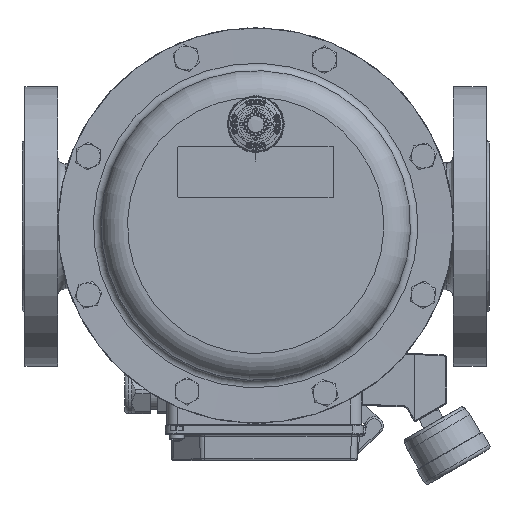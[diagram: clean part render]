
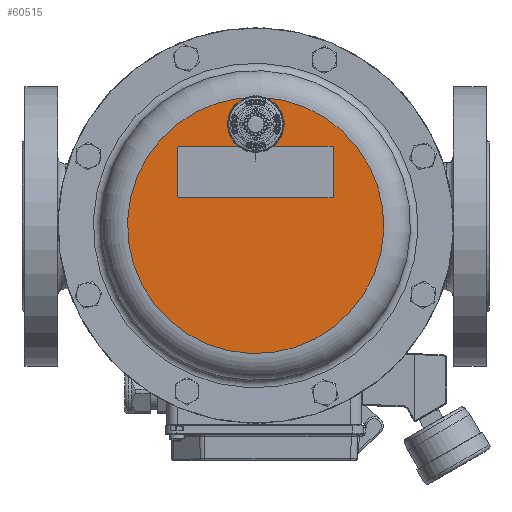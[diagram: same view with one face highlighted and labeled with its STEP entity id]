
A CAD part, top view. The second image highlights one B-rep face of the part: STEP entity #60515.
In plain terms, the highlighted planar face has unit normal (0, 0, 1).
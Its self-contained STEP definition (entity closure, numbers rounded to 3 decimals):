
#5517=LINE('',#104270,#8928);
#5521=LINE('',#104279,#8932);
#5524=LINE('',#104287,#8935);
#5527=LINE('',#104295,#8938);
#8928=VECTOR('',#74262,1000.);
#8932=VECTOR('',#74272,1000.);
#8935=VECTOR('',#74281,1000.);
#8938=VECTOR('',#74290,1000.);
#11609=FACE_BOUND('',#16663,.T.);
#11610=FACE_BOUND('',#16664,.T.);
#13064=FACE_OUTER_BOUND('',#16662,.T.);
#16662=EDGE_LOOP('',(#42964));
#16663=EDGE_LOOP('',(#42965,#42966,#42967,#42968,#42969,#42970,#42971,#42972));
#16664=EDGE_LOOP('',(#42973,#42974));
#19956=CIRCLE('',#64317,10.35);
#20028=CIRCLE('',#64417,69.65);
#20301=CIRCLE('',#65044,1.);
#20302=CIRCLE('',#65047,1.);
#20303=CIRCLE('',#65050,1.);
#20304=CIRCLE('',#65053,1.);
#20305=CIRCLE('',#65103,10.35);
#23626=VERTEX_POINT('',#100421);
#23627=VERTEX_POINT('',#100422);
#23715=VERTEX_POINT('',#101012);
#24273=VERTEX_POINT('',#104268);
#24274=VERTEX_POINT('',#104269);
#24275=VERTEX_POINT('',#104274);
#24276=VERTEX_POINT('',#104278);
#24277=VERTEX_POINT('',#104282);
#24278=VERTEX_POINT('',#104286);
#24279=VERTEX_POINT('',#104290);
#24280=VERTEX_POINT('',#104294);
#29951=EDGE_CURVE('',#23626,#23627,#19956,.T.);
#30071=EDGE_CURVE('',#23715,#23715,#20028,.T.);
#30964=EDGE_CURVE('',#24273,#24274,#5517,.T.);
#30967=EDGE_CURVE('',#24274,#24275,#20301,.T.);
#30969=EDGE_CURVE('',#24275,#24276,#5521,.T.);
#30971=EDGE_CURVE('',#24276,#24277,#20302,.T.);
#30973=EDGE_CURVE('',#24277,#24278,#5524,.T.);
#30975=EDGE_CURVE('',#24278,#24279,#20303,.T.);
#30977=EDGE_CURVE('',#24279,#24280,#5527,.T.);
#30979=EDGE_CURVE('',#24280,#24273,#20304,.T.);
#31052=EDGE_CURVE('',#23627,#23626,#20305,.T.);
#42964=ORIENTED_EDGE('',*,*,#30071,.F.);
#42965=ORIENTED_EDGE('',*,*,#30979,.F.);
#42966=ORIENTED_EDGE('',*,*,#30977,.F.);
#42967=ORIENTED_EDGE('',*,*,#30975,.F.);
#42968=ORIENTED_EDGE('',*,*,#30973,.F.);
#42969=ORIENTED_EDGE('',*,*,#30971,.F.);
#42970=ORIENTED_EDGE('',*,*,#30969,.F.);
#42971=ORIENTED_EDGE('',*,*,#30967,.F.);
#42972=ORIENTED_EDGE('',*,*,#30964,.F.);
#42973=ORIENTED_EDGE('',*,*,#31052,.T.);
#42974=ORIENTED_EDGE('',*,*,#29951,.T.);
#54993=PLANE('',#65102);
#60515=ADVANCED_FACE('',(#13064,#11609,#11610),#54993,.F.);
#64317=AXIS2_PLACEMENT_3D('',#100423,#72531,#72532);
#64417=AXIS2_PLACEMENT_3D('',#101014,#72758,#72759);
#65044=AXIS2_PLACEMENT_3D('',#104275,#74267,#74268);
#65047=AXIS2_PLACEMENT_3D('',#104283,#74276,#74277);
#65050=AXIS2_PLACEMENT_3D('',#104291,#74285,#74286);
#65053=AXIS2_PLACEMENT_3D('',#104298,#74294,#74295);
#65102=AXIS2_PLACEMENT_3D('',#104443,#74464,#74465);
#65103=AXIS2_PLACEMENT_3D('',#104444,#74466,#74467);
#72531=DIRECTION('center_axis',(0.,0.,
-1.));
#72532=DIRECTION('ref_axis',(-0.924,0.383,0.));
#72758=DIRECTION('center_axis',(0.,0.,
-1.));
#72759=DIRECTION('ref_axis',(-0.924,0.383,0.));
#74262=DIRECTION('',(0.,1.,0.));
#74267=DIRECTION('center_axis',(0.,0.,
1.));
#74268=DIRECTION('ref_axis',(0.,-1.,0.));
#74272=DIRECTION('',(-1.,0.,0.));
#74276=DIRECTION('center_axis',(0.,0.,
1.));
#74277=DIRECTION('ref_axis',(0.,-1.,0.));
#74281=DIRECTION('',(0.,-1.,0.));
#74285=DIRECTION('center_axis',(0.,0.,
1.));
#74286=DIRECTION('ref_axis',(0.,-1.,0.));
#74290=DIRECTION('',(1.,0.,0.));
#74294=DIRECTION('center_axis',(0.,0.,
1.));
#74295=DIRECTION('ref_axis',(0.,-1.,0.));
#74464=DIRECTION('center_axis',(0.,0.,
-1.));
#74465=DIRECTION('ref_axis',(-0.924,0.383,0.));
#74466=DIRECTION('center_axis',(0.,0.,
-1.));
#74467=DIRECTION('ref_axis',(-0.924,0.383,0.));
#100421=CARTESIAN_POINT('',(0.,65.35,301.));
#100422=CARTESIAN_POINT('',(0.,44.65,301.));
#100423=CARTESIAN_POINT('Origin',(0.,55.,301.));
#101012=CARTESIAN_POINT('',(64.348,-26.654,301.));
#101014=CARTESIAN_POINT('Origin',(0.,0.,
301.));
#104268=CARTESIAN_POINT('',(42.5,16.,301.));
#104269=CARTESIAN_POINT('',(42.5,42.,301.));
#104270=CARTESIAN_POINT('',(42.5,16.,301.));
#104274=CARTESIAN_POINT('',(41.5,43.,301.));
#104275=CARTESIAN_POINT('Origin',(41.5,42.,301.));
#104278=CARTESIAN_POINT('',(-41.5,43.,301.));
#104279=CARTESIAN_POINT('',(41.5,43.,301.));
#104282=CARTESIAN_POINT('',(-42.5,42.,301.));
#104283=CARTESIAN_POINT('Origin',(-41.5,42.,301.));
#104286=CARTESIAN_POINT('',(-42.5,16.,301.));
#104287=CARTESIAN_POINT('',(-42.5,16.,301.));
#104290=CARTESIAN_POINT('',(-41.5,15.,301.));
#104291=CARTESIAN_POINT('Origin',(-41.5,16.,301.));
#104294=CARTESIAN_POINT('',(41.5,15.,301.));
#104295=CARTESIAN_POINT('',(41.5,15.,301.));
#104298=CARTESIAN_POINT('Origin',(41.5,16.,301.));
#104443=CARTESIAN_POINT('Origin',(0.,0.,
301.));
#104444=CARTESIAN_POINT('Origin',(0.,55.,301.));
